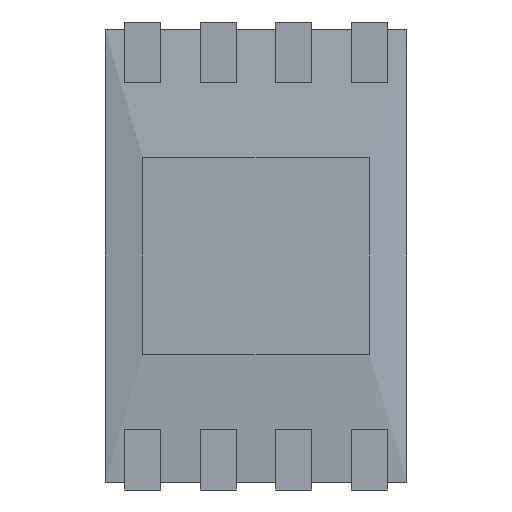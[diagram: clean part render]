
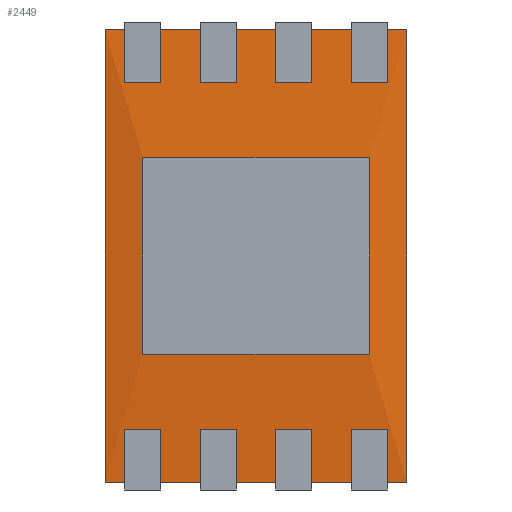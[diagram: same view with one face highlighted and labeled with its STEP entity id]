
A CAD part, front view. The second image highlights one B-rep face of the part: STEP entity #2449.
In plain terms, the highlighted planar face has unit normal (0, -1, 0).
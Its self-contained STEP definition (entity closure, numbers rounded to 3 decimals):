
#2258 = CARTESIAN_POINT ( 'NONE',  ( -1., 0.05, -1.5 ) ) ;
#2259 = VERTEX_POINT ( 'NONE', #2258 ) ;
#2260 = CARTESIAN_POINT ( 'NONE',  ( -1., 0.05, 1.5 ) ) ;
#2261 = VERTEX_POINT ( 'NONE', #2260 ) ;
#2262 = CARTESIAN_POINT ( 'NONE',  ( -1., 0.05, 1.5 ) ) ;
#2263 = DIRECTION ( 'NONE',  ( 0., 0., 1. ) ) ;
#2264 = VECTOR ( 'NONE', #2263, 1000. ) ;
#2265 = LINE ( 'NONE', #2262, #2264 ) ;
#2266 = EDGE_CURVE ( 'NONE', #2259, #2261, #2265, .T. ) ;
#2298 = CARTESIAN_POINT ( 'NONE',  ( 1., 0.05, 1.5 ) ) ;
#2299 = VERTEX_POINT ( 'NONE', #2298 ) ;
#2300 = CARTESIAN_POINT ( 'NONE',  ( 1., 0.05, 1.5 ) ) ;
#2301 = DIRECTION ( 'NONE',  ( 1., 0., 0. ) ) ;
#2302 = VECTOR ( 'NONE', #2301, 1000. ) ;
#2303 = LINE ( 'NONE', #2300, #2302 ) ;
#2304 = EDGE_CURVE ( 'NONE', #2261, #2299, #2303, .T. ) ;
#2329 = CARTESIAN_POINT ( 'NONE',  ( 1., 0.05, -1.5 ) ) ;
#2330 = VERTEX_POINT ( 'NONE', #2329 ) ;
#2331 = CARTESIAN_POINT ( 'NONE',  ( 1., 0.05, 1.5 ) ) ;
#2332 = DIRECTION ( 'NONE',  ( 0., 0., -1. ) ) ;
#2333 = VECTOR ( 'NONE', #2332, 1000. ) ;
#2334 = LINE ( 'NONE', #2331, #2333 ) ;
#2335 = EDGE_CURVE ( 'NONE', #2299, #2330, #2334, .T. ) ;
#2360 = CARTESIAN_POINT ( 'NONE',  ( 1., 0.05, -1.5 ) ) ;
#2361 = DIRECTION ( 'NONE',  ( -1., 0., 0. ) ) ;
#2362 = VECTOR ( 'NONE', #2361, 1000. ) ;
#2363 = LINE ( 'NONE', #2360, #2362 ) ;
#2364 = EDGE_CURVE ( 'NONE', #2330, #2259, #2363, .T. ) ;
#2404 = CARTESIAN_POINT ( 'NONE',  ( 0.75, 0., -0.65 ) ) ;
#2405 = VERTEX_POINT ( 'NONE', #2404 ) ;
#2406 = CARTESIAN_POINT ( 'NONE',  ( 0.75, 0., 0.65 ) ) ;
#2407 = VERTEX_POINT ( 'NONE', #2406 ) ;
#2408 = CARTESIAN_POINT ( 'NONE',  ( 0.75, 0., -0.65 ) ) ;
#2409 = DIRECTION ( 'NONE',  ( 0., 0., 1. ) ) ;
#2410 = VECTOR ( 'NONE', #2409, 1000. ) ;
#2411 = LINE ( 'NONE', #2408, #2410 ) ;
#2412 = EDGE_CURVE ( 'NONE', #2405, #2407, #2411, .T. ) ;
#2413 = ORIENTED_EDGE ( 'NONE', *, *, #2412, .F. ) ;
#2414 = CARTESIAN_POINT ( 'NONE',  ( -0.75, 0., -0.65 ) ) ;
#2415 = VERTEX_POINT ( 'NONE', #2414 ) ;
#2416 = CARTESIAN_POINT ( 'NONE',  ( -0.75, 0., -0.65 ) ) ;
#2417 = DIRECTION ( 'NONE',  ( 1., 0., 0. ) ) ;
#2418 = VECTOR ( 'NONE', #2417, 1000. ) ;
#2419 = LINE ( 'NONE', #2416, #2418 ) ;
#2420 = EDGE_CURVE ( 'NONE', #2415, #2405, #2419, .T. ) ;
#2421 = ORIENTED_EDGE ( 'NONE', *, *, #2420, .F. ) ;
#2422 = CARTESIAN_POINT ( 'NONE',  ( -0.75, 0., 0.65 ) ) ;
#2423 = VERTEX_POINT ( 'NONE', #2422 ) ;
#2424 = CARTESIAN_POINT ( 'NONE',  ( -0.75, 0., -0.65 ) ) ;
#2425 = DIRECTION ( 'NONE',  ( 0., 0., -1. ) ) ;
#2426 = VECTOR ( 'NONE', #2425, 1000. ) ;
#2427 = LINE ( 'NONE', #2424, #2426 ) ;
#2428 = EDGE_CURVE ( 'NONE', #2423, #2415, #2427, .T. ) ;
#2429 = ORIENTED_EDGE ( 'NONE', *, *, #2428, .F. ) ;
#2430 = CARTESIAN_POINT ( 'NONE',  ( -0.75, 0., 0.65 ) ) ;
#2431 = DIRECTION ( 'NONE',  ( -1., 0., 0. ) ) ;
#2432 = VECTOR ( 'NONE', #2431, 1000. ) ;
#2433 = LINE ( 'NONE', #2430, #2432 ) ;
#2434 = EDGE_CURVE ( 'NONE', #2407, #2423, #2433, .T. ) ;
#2435 = ORIENTED_EDGE ( 'NONE', *, *, #2434, .F. ) ;
#2436 = EDGE_LOOP ( 'NONE', ( #2413, #2421, #2429, #2435 ) ) ;
#2437 = FACE_BOUND ( 'NONE', #2436, .T. ) ;
#2438 = ORIENTED_EDGE ( 'NONE', *, *, #2266, .F. ) ;
#2439 = ORIENTED_EDGE ( 'NONE', *, *, #2364, .F. ) ;
#2440 = ORIENTED_EDGE ( 'NONE', *, *, #2335, .F. ) ;
#2441 = ORIENTED_EDGE ( 'NONE', *, *, #2304, .F. ) ;
#2442 = EDGE_LOOP ( 'NONE', ( #2438, #2439, #2440, #2441 ) ) ;
#2443 = FACE_OUTER_BOUND ( 'NONE', #2442, .T. ) ;
#2444 = CARTESIAN_POINT ( 'NONE',  ( 0., 0.05, 0. ) ) ;
#2445 = DIRECTION ( 'NONE',  ( 0., 1., 0. ) ) ;
#2446 = DIRECTION ( 'NONE',  ( 0., 0., 1. ) ) ;
#2447 = AXIS2_PLACEMENT_3D ( 'NONE', #2444, #2445, #2446 ) ;
#2448 = PLANE ( 'NONE', #2447 ) ;
#2449 = ADVANCED_FACE ( 'NONE', ( #2437, #2443 ), #2448, .F. ) ;
